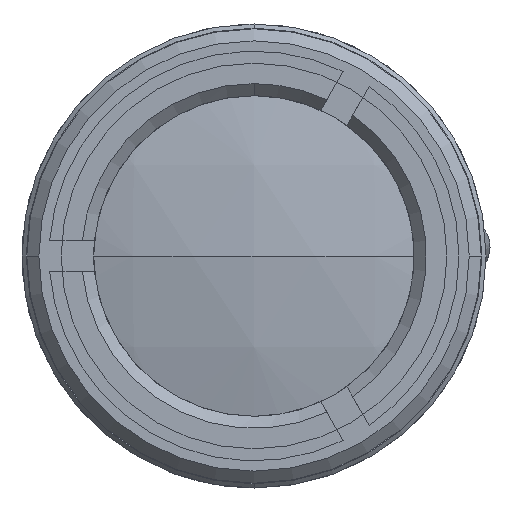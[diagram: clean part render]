
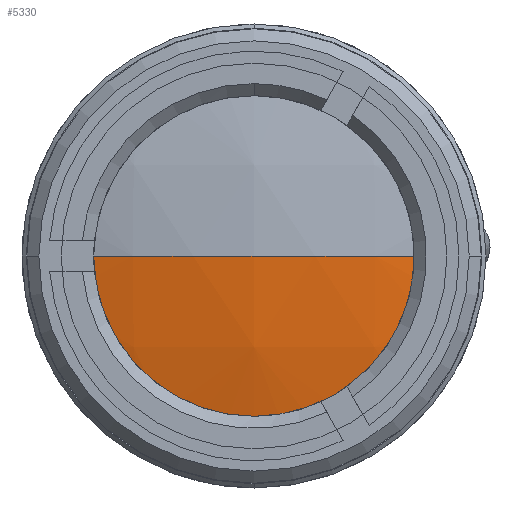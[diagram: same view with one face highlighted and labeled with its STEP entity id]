
A CAD part, left-side view. The second image highlights one B-rep face of the part: STEP entity #5330.
In plain terms, the highlighted spherical face has radius 57.68 mm.
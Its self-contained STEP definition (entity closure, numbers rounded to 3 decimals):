
#472 = DIRECTION ( 'NONE',  ( 0., 0., 1. ) ) ;
#485 = FACE_OUTER_BOUND ( 'NONE', #6151, .T. ) ;
#1106 = EDGE_CURVE ( 'NONE', #5899, #8035, #4348, .T. ) ;
#1999 = DIRECTION ( 'NONE',  ( 0., 0., -1. ) ) ;
#2159 = EDGE_CURVE ( 'NONE', #5899, #2943, #9382, .T. ) ;
#2244 = CIRCLE ( 'NONE', #2774, 57.68 ) ;
#2553 = ORIENTED_EDGE ( 'NONE', *, *, #6959, .T. ) ;
#2774 = AXIS2_PLACEMENT_3D ( 'NONE', #3434, #8765, #4211 ) ;
#2923 = CARTESIAN_POINT ( 'NONE',  ( -51.95, -15., 0. ) ) ;
#2943 = VERTEX_POINT ( 'NONE', #2923 ) ;
#2965 = AXIS2_PLACEMENT_3D ( 'NONE', #3696, #9012, #4459 ) ;
#3434 = CARTESIAN_POINT ( 'NONE',  ( 3.745, 0., 0. ) ) ;
#3445 = AXIS2_PLACEMENT_3D ( 'NONE', #3621, #1999, #6615 ) ;
#3601 = SPHERICAL_SURFACE ( 'NONE', #3445, 57.68 ) ;
#3621 = CARTESIAN_POINT ( 'NONE',  ( 3.745, 0., 0. ) ) ;
#3696 = CARTESIAN_POINT ( 'NONE',  ( -51.95, 0., 0. ) ) ;
#4211 = DIRECTION ( 'NONE',  ( 0., 1., 0. ) ) ;
#4348 = CIRCLE ( 'NONE', #9056, 57.68 ) ;
#4459 = DIRECTION ( 'NONE',  ( 0., 0., 1. ) ) ;
#4779 = ORIENTED_EDGE ( 'NONE', *, *, #1106, .F. ) ;
#5062 = CARTESIAN_POINT ( 'NONE',  ( 3.745, 0., 0. ) ) ;
#5330 = ADVANCED_FACE ( 'NONE', ( #485 ), #3601, .T. ) ;
#5832 = DIRECTION ( 'NONE',  ( 0., -1., 0. ) ) ;
#5899 = VERTEX_POINT ( 'NONE', #7616 ) ;
#6151 = EDGE_LOOP ( 'NONE', ( #8286, #2553, #4779 ) ) ;
#6615 = DIRECTION ( 'NONE',  ( 0., 1., 0. ) ) ;
#6959 = EDGE_CURVE ( 'NONE', #2943, #8035, #2244, .T. ) ;
#7463 = CARTESIAN_POINT ( 'NONE',  ( -53.935, 0., 0. ) ) ;
#7616 = CARTESIAN_POINT ( 'NONE',  ( -51.95, 15., 0. ) ) ;
#8035 = VERTEX_POINT ( 'NONE', #7463 ) ;
#8286 = ORIENTED_EDGE ( 'NONE', *, *, #2159, .T. ) ;
#8765 = DIRECTION ( 'NONE',  ( 0., 0., -1. ) ) ;
#9012 = DIRECTION ( 'NONE',  ( -1., 0., 0. ) ) ;
#9056 = AXIS2_PLACEMENT_3D ( 'NONE', #5062, #472, #5832 ) ;
#9382 = CIRCLE ( 'NONE', #2965, 15. ) ;
